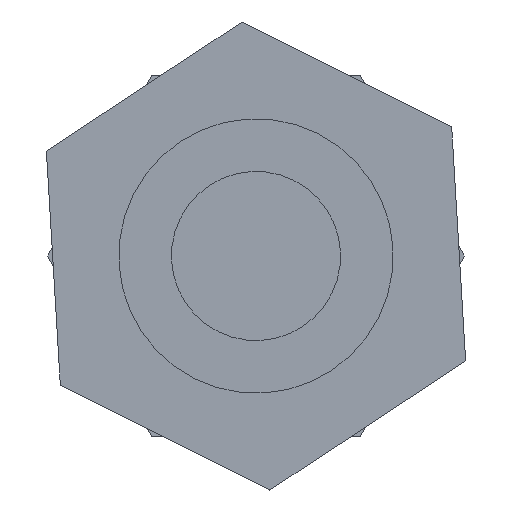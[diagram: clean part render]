
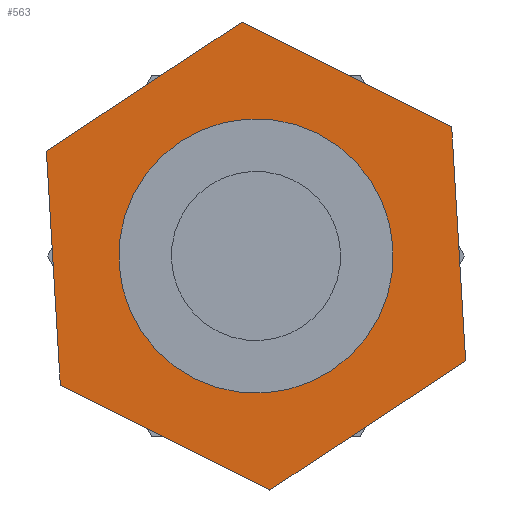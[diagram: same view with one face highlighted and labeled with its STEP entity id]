
A CAD part, front view. The second image highlights one B-rep face of the part: STEP entity #563.
In plain terms, the highlighted face is planar.
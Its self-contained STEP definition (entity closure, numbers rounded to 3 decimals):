
#36=LINE('',#1140,#72);
#37=LINE('',#1143,#73);
#38=LINE('',#1145,#74);
#39=LINE('',#1147,#75);
#40=LINE('',#1149,#76);
#41=LINE('',#1151,#77);
#72=VECTOR('',#984,1000.);
#73=VECTOR('',#985,1000.);
#74=VECTOR('',#986,1000.);
#75=VECTOR('',#987,1000.);
#76=VECTOR('',#988,1000.);
#77=VECTOR('',#989,1000.);
#193=ORIENTED_EDGE('',*,*,#281,.F.);
#194=ORIENTED_EDGE('',*,*,#282,.F.);
#195=ORIENTED_EDGE('',*,*,#283,.F.);
#196=ORIENTED_EDGE('',*,*,#284,.F.);
#197=ORIENTED_EDGE('',*,*,#285,.F.);
#198=ORIENTED_EDGE('',*,*,#286,.F.);
#199=ORIENTED_EDGE('',*,*,#287,.T.);
#281=EDGE_CURVE('',#336,#337,#36,.T.);
#282=EDGE_CURVE('',#338,#336,#37,.T.);
#283=EDGE_CURVE('',#339,#338,#38,.T.);
#284=EDGE_CURVE('',#340,#339,#39,.T.);
#285=EDGE_CURVE('',#341,#340,#40,.T.);
#286=EDGE_CURVE('',#337,#341,#41,.T.);
#287=EDGE_CURVE('',#342,#342,#373,.T.);
#336=VERTEX_POINT('',#1141);
#337=VERTEX_POINT('',#1142);
#338=VERTEX_POINT('',#1144);
#339=VERTEX_POINT('',#1146);
#340=VERTEX_POINT('',#1148);
#341=VERTEX_POINT('',#1150);
#342=VERTEX_POINT('',#1153);
#373=CIRCLE('',#847,12.167);
#422=EDGE_LOOP('',(#193,#194,#195,#196,#197,#198));
#423=EDGE_LOOP('',(#199));
#488=FACE_BOUND('',#422,.T.);
#489=FACE_BOUND('',#423,.T.);
#527=PLANE('',#846);
#563=ADVANCED_FACE('',(#488,#489),#527,.F.);
#846=AXIS2_PLACEMENT_3D('',#1139,#982,#983);
#847=AXIS2_PLACEMENT_3D('',#1152,#990,#991);
#982=DIRECTION('',(0.,-1.,0.));
#983=DIRECTION('',(0.,0.,-1.));
#984=DIRECTION('',(1.,0.,0.));
#985=DIRECTION('',(0.5,0.,-0.866));
#986=DIRECTION('',(-0.5,0.,-0.866));
#987=DIRECTION('',(-1.,0.,0.));
#988=DIRECTION('',(-0.5,0.,0.866));
#989=DIRECTION('',(0.5,0.,0.866));
#990=DIRECTION('',(0.,-1.,0.));
#991=DIRECTION('',(0.,0.,-1.));
#1139=CARTESIAN_POINT('',(0.,19.,0.));
#1140=CARTESIAN_POINT('',(-7.794,19.,-18.));
#1141=CARTESIAN_POINT('',(-10.392,19.,-18.));
#1142=CARTESIAN_POINT('',(10.392,19.,-18.));
#1143=CARTESIAN_POINT('',(-19.486,19.,-2.25));
#1144=CARTESIAN_POINT('',(-20.785,19.,0.));
#1145=CARTESIAN_POINT('',(-11.691,19.,15.75));
#1146=CARTESIAN_POINT('',(-10.392,19.,18.));
#1147=CARTESIAN_POINT('',(7.794,19.,18.));
#1148=CARTESIAN_POINT('',(10.392,19.,18.));
#1149=CARTESIAN_POINT('',(19.486,19.,2.25));
#1150=CARTESIAN_POINT('',(20.785,19.,0.));
#1151=CARTESIAN_POINT('',(11.691,19.,-15.75));
#1152=CARTESIAN_POINT('',(0.,19.,0.));
#1153=CARTESIAN_POINT('',(0.,19.,-12.167));
